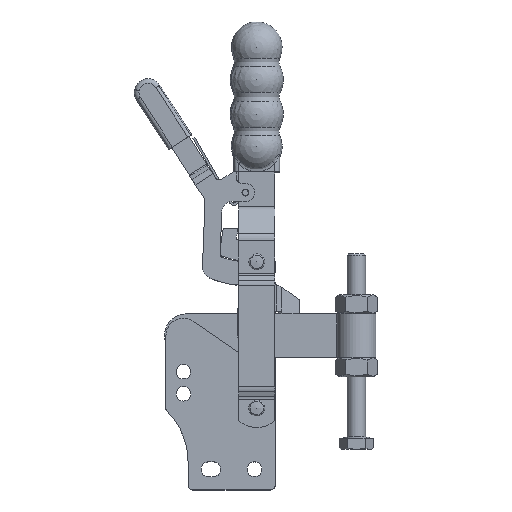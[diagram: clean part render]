
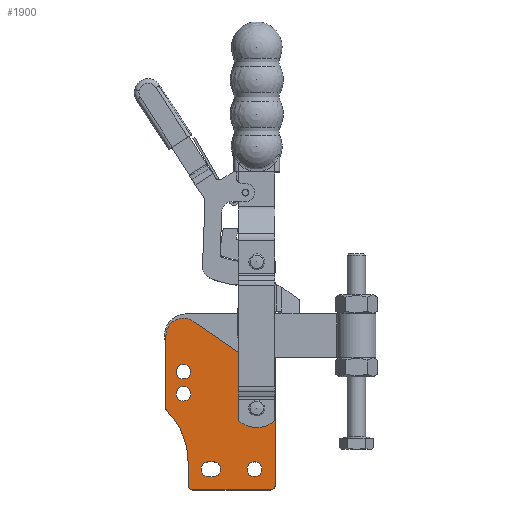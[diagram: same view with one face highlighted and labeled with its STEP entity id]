
A CAD part, top view. The second image highlights one B-rep face of the part: STEP entity #1900.
In plain terms, the highlighted planar face has unit normal (0, 0, 1).
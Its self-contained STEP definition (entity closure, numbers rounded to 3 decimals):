
#88=CARTESIAN_POINT('',(-21.571,40.666,4.0));
#89=VERTEX_POINT('',#88);
#98=CARTESIAN_POINT('',(-15.201,40.666,4.0));
#99=VERTEX_POINT('',#98);
#100=CARTESIAN_POINT('',(-18.386,40.666,4.0));
#101=DIRECTION('',(0.0,0.0,-1.0));
#102=DIRECTION('',(-1.0,0.0,0.0));
#103=AXIS2_PLACEMENT_3D('',#100,#101,#102);
#104=CIRCLE('',#103,3.185);
#105=EDGE_CURVE('',#99,#89,#104,.T.);
#130=CARTESIAN_POINT('',(-21.571,31.046,4.0));
#131=VERTEX_POINT('',#130);
#140=CARTESIAN_POINT('',(-15.201,31.046,4.0));
#141=VERTEX_POINT('',#140);
#142=CARTESIAN_POINT('',(-18.386,31.046,4.0));
#143=DIRECTION('',(0.0,0.0,-1.0));
#144=DIRECTION('',(-1.0,0.0,0.0));
#145=AXIS2_PLACEMENT_3D('',#142,#143,#144);
#146=CIRCLE('',#145,3.185);
#147=EDGE_CURVE('',#141,#131,#146,.T.);
#172=CARTESIAN_POINT('',(9.364,-1.904,4.0));
#173=VERTEX_POINT('',#172);
#182=CARTESIAN_POINT('',(15.864,-1.904,4.0));
#183=VERTEX_POINT('',#182);
#184=CARTESIAN_POINT('',(12.614,-1.904,4.0));
#185=DIRECTION('',(0.0,0.0,-1.0));
#186=DIRECTION('',(-1.0,0.0,0.0));
#187=AXIS2_PLACEMENT_3D('',#184,#185,#186);
#188=CIRCLE('',#187,3.25);
#189=EDGE_CURVE('',#183,#173,#188,.T.);
#214=CARTESIAN_POINT('',(10.419,24.786,4.));
#215=VERTEX_POINT('',#214);
#224=CARTESIAN_POINT('',(16.769,24.786,4.));
#225=VERTEX_POINT('',#224);
#226=CARTESIAN_POINT('',(13.594,24.786,4.));
#227=DIRECTION('',(0.0,0.0,1.0));
#228=DIRECTION('',(1.0,0.0,0.0));
#229=AXIS2_PLACEMENT_3D('',#226,#227,#228);
#230=CIRCLE('',#229,3.175);
#231=EDGE_CURVE('',#215,#225,#230,.T.);
#1402=CARTESIAN_POINT('',(13.594,24.786,4.));
#1403=DIRECTION('',(0.0,0.0,1.0));
#1404=DIRECTION('',(1.0,0.0,0.0));
#1405=AXIS2_PLACEMENT_3D('',#1402,#1403,#1404);
#1406=CIRCLE('',#1405,3.175);
#1407=EDGE_CURVE('',#225,#215,#1406,.T.);
#1417=CARTESIAN_POINT('',(-5.386,1.346,4.0));
#1418=VERTEX_POINT('',#1417);
#1419=CARTESIAN_POINT('',(-5.386,-5.154,4.0));
#1420=VERTEX_POINT('',#1419);
#1421=CARTESIAN_POINT('',(-5.386,-1.904,4.0));
#1422=DIRECTION('',(0.0,0.0,-1.0));
#1423=DIRECTION('',(0.0,1.0,0.0));
#1424=AXIS2_PLACEMENT_3D('',#1421,#1422,#1423);
#1425=CIRCLE('',#1424,3.25);
#1426=EDGE_CURVE('',#1418,#1420,#1425,.T.);
#1449=CARTESIAN_POINT('',(-7.386,-5.154,4.0));
#1450=VERTEX_POINT('',#1449);
#1451=CARTESIAN_POINT('',(-5.386,-5.154,4.0));
#1452=DIRECTION('',(-1.0,0.0,0.0));
#1453=VECTOR('',#1452,2.);
#1454=LINE('',#1451,#1453);
#1455=EDGE_CURVE('',#1420,#1450,#1454,.T.);
#1473=CARTESIAN_POINT('',(-7.386,1.346,4.0));
#1474=VERTEX_POINT('',#1473);
#1475=CARTESIAN_POINT('',(-7.386,-1.904,4.0));
#1476=DIRECTION('',(0.0,0.0,-1.0));
#1477=DIRECTION('',(0.0,-1.0,0.0));
#1478=AXIS2_PLACEMENT_3D('',#1475,#1476,#1477);
#1479=CIRCLE('',#1478,3.25);
#1480=EDGE_CURVE('',#1450,#1474,#1479,.T.);
#1498=CARTESIAN_POINT('',(-7.386,1.346,4.0));
#1499=DIRECTION('',(1.0,0.0,0.0));
#1500=VECTOR('',#1499,2.);
#1501=LINE('',#1498,#1500);
#1502=EDGE_CURVE('',#1474,#1418,#1501,.T.);
#1518=CARTESIAN_POINT('',(12.614,-1.904,4.0));
#1519=DIRECTION('',(0.0,0.0,-1.0));
#1520=DIRECTION('',(-1.0,0.0,0.0));
#1521=AXIS2_PLACEMENT_3D('',#1518,#1519,#1520);
#1522=CIRCLE('',#1521,3.25);
#1523=EDGE_CURVE('',#173,#183,#1522,.T.);
#1536=CARTESIAN_POINT('',(-18.386,31.046,4.0));
#1537=DIRECTION('',(0.0,0.0,-1.0));
#1538=DIRECTION('',(-1.0,0.0,0.0));
#1539=AXIS2_PLACEMENT_3D('',#1536,#1537,#1538);
#1540=CIRCLE('',#1539,3.185);
#1541=EDGE_CURVE('',#131,#141,#1540,.T.);
#1554=CARTESIAN_POINT('',(-18.386,40.666,4.0));
#1555=DIRECTION('',(0.0,0.0,-1.0));
#1556=DIRECTION('',(-1.0,0.0,0.0));
#1557=AXIS2_PLACEMENT_3D('',#1554,#1555,#1556);
#1558=CIRCLE('',#1557,3.185);
#1559=EDGE_CURVE('',#89,#99,#1558,.T.);
#1569=CARTESIAN_POINT('',(21.614,46.641,4.0));
#1570=VERTEX_POINT('',#1569);
#1571=CARTESIAN_POINT('',(21.614,-8.904,4.0));
#1572=VERTEX_POINT('',#1571);
#1573=CARTESIAN_POINT('',(21.614,46.641,4.0));
#1574=DIRECTION('',(0.0,-1.0,0.0));
#1575=VECTOR('',#1574,55.545);
#1576=LINE('',#1573,#1575);
#1577=EDGE_CURVE('',#1570,#1572,#1576,.T.);
#1600=CARTESIAN_POINT('',(19.614,-10.904,4.0));
#1601=VERTEX_POINT('',#1600);
#1602=CARTESIAN_POINT('',(19.614,-8.904,4.0));
#1603=DIRECTION('',(0.0,0.0,-1.0));
#1604=DIRECTION('',(0.0,-1.0,0.0));
#1605=AXIS2_PLACEMENT_3D('',#1602,#1603,#1604);
#1606=CIRCLE('',#1605,2.);
#1607=EDGE_CURVE('',#1572,#1601,#1606,.T.);
#1625=CARTESIAN_POINT('',(-14.386,-10.904,4.0));
#1626=VERTEX_POINT('',#1625);
#1627=CARTESIAN_POINT('',(19.614,-10.904,4.0));
#1628=DIRECTION('',(-1.0,0.0,0.0));
#1629=VECTOR('',#1628,34.);
#1630=LINE('',#1627,#1629);
#1631=EDGE_CURVE('',#1601,#1626,#1630,.T.);
#1649=CARTESIAN_POINT('',(-16.386,-8.904,4.0));
#1650=VERTEX_POINT('',#1649);
#1651=CARTESIAN_POINT('',(-14.386,-8.904,4.0));
#1652=DIRECTION('',(0.0,0.0,-1.0));
#1653=DIRECTION('',(-1.0,0.0,0.0));
#1654=AXIS2_PLACEMENT_3D('',#1651,#1652,#1653);
#1655=CIRCLE('',#1654,2.);
#1656=EDGE_CURVE('',#1626,#1650,#1655,.T.);
#1674=CARTESIAN_POINT('',(-16.386,1.596,4.0));
#1675=VERTEX_POINT('',#1674);
#1676=CARTESIAN_POINT('',(-16.386,-8.904,4.0));
#1677=DIRECTION('',(0.0,1.0,0.0));
#1678=VECTOR('',#1677,10.5);
#1679=LINE('',#1676,#1678);
#1680=EDGE_CURVE('',#1650,#1675,#1679,.T.);
#1698=CARTESIAN_POINT('',(-25.706,23.586,4.0));
#1699=VERTEX_POINT('',#1698);
#1700=CARTESIAN_POINT('',(-46.986,1.596,4.0));
#1701=DIRECTION('',(0.0,0.0,1.0));
#1702=DIRECTION('',(-1.0,0.0,0.0));
#1703=AXIS2_PLACEMENT_3D('',#1700,#1701,#1702);
#1704=CIRCLE('',#1703,30.6);
#1705=EDGE_CURVE('',#1675,#1699,#1704,.T.);
#1723=CARTESIAN_POINT('',(-26.011,24.305,4.0));
#1724=VERTEX_POINT('',#1723);
#1725=CARTESIAN_POINT('',(-25.011,24.305,4.0));
#1726=DIRECTION('',(0.0,0.0,-1.0));
#1727=DIRECTION('',(-1.0,0.0,0.0));
#1728=AXIS2_PLACEMENT_3D('',#1725,#1726,#1727);
#1729=CIRCLE('',#1728,1.0);
#1730=EDGE_CURVE('',#1699,#1724,#1729,.T.);
#1748=CARTESIAN_POINT('',(-26.011,56.386,4.0));
#1749=VERTEX_POINT('',#1748);
#1750=CARTESIAN_POINT('',(-26.011,24.305,4.0));
#1751=DIRECTION('',(0.0,1.0,0.0));
#1752=VECTOR('',#1751,32.082);
#1753=LINE('',#1750,#1752);
#1754=EDGE_CURVE('',#1724,#1749,#1753,.T.);
#1772=CARTESIAN_POINT('',(-14.161,62.621,4.0));
#1773=VERTEX_POINT('',#1772);
#1774=CARTESIAN_POINT('',(-18.446,56.386,4.0));
#1775=DIRECTION('',(0.0,0.0,-1.0));
#1776=DIRECTION('',(0.566,0.824,0.0));
#1777=AXIS2_PLACEMENT_3D('',#1774,#1775,#1776);
#1778=CIRCLE('',#1777,7.565);
#1779=EDGE_CURVE('',#1749,#1773,#1778,.T.);
#1797=CARTESIAN_POINT('',(8.686,46.919,4.0));
#1798=VERTEX_POINT('',#1797);
#1799=CARTESIAN_POINT('',(-14.161,62.621,4.0));
#1800=DIRECTION('',(0.824,-0.566,0.0));
#1801=VECTOR('',#1800,27.723);
#1802=LINE('',#1799,#1801);
#1803=EDGE_CURVE('',#1773,#1798,#1802,.T.);
#1821=CARTESIAN_POINT('',(19.978,47.413,4.0));
#1822=VERTEX_POINT('',#1821);
#1823=CARTESIAN_POINT('',(14.004,54.656,4.0));
#1824=DIRECTION('',(0.0,0.0,1.));
#1825=DIRECTION('',(0.566,0.824,0.0));
#1826=AXIS2_PLACEMENT_3D('',#1823,#1824,#1825);
#1827=CIRCLE('',#1826,9.389);
#1828=EDGE_CURVE('',#1798,#1822,#1827,.T.);
#1846=CARTESIAN_POINT('',(20.614,46.641,4.0));
#1847=DIRECTION('',(0.0,0.0,-1.0));
#1848=DIRECTION('',(1.0,0.0,0.0));
#1849=AXIS2_PLACEMENT_3D('',#1846,#1847,#1848);
#1850=CIRCLE('',#1849,1.0);
#1851=EDGE_CURVE('',#1822,#1570,#1850,.T.);
#1859=CARTESIAN_POINT('',(-1.833,24.328,4.0));
#1860=DIRECTION('',(0.0,0.0,1.0));
#1861=DIRECTION('',(1.0,0.0,0.0));
#1862=AXIS2_PLACEMENT_3D('',#1859,#1860,#1861);
#1863=PLANE('',#1862);
#1864=ORIENTED_EDGE('',*,*,#1577,.F.);
#1865=ORIENTED_EDGE('',*,*,#1851,.F.);
#1866=ORIENTED_EDGE('',*,*,#1828,.F.);
#1867=ORIENTED_EDGE('',*,*,#1803,.F.);
#1868=ORIENTED_EDGE('',*,*,#1779,.F.);
#1869=ORIENTED_EDGE('',*,*,#1754,.F.);
#1870=ORIENTED_EDGE('',*,*,#1730,.F.);
#1871=ORIENTED_EDGE('',*,*,#1705,.F.);
#1872=ORIENTED_EDGE('',*,*,#1680,.F.);
#1873=ORIENTED_EDGE('',*,*,#1656,.F.);
#1874=ORIENTED_EDGE('',*,*,#1631,.F.);
#1875=ORIENTED_EDGE('',*,*,#1607,.F.);
#1876=EDGE_LOOP('',(#1864,#1865,#1866,#1867,#1868,#1869,#1870,#1871,#1872,#1873,#1874,#1875));
#1877=FACE_OUTER_BOUND('',#1876,.T.);
#1878=ORIENTED_EDGE('',*,*,#231,.F.);
#1879=ORIENTED_EDGE('',*,*,#1407,.F.);
#1880=EDGE_LOOP('',(#1878,#1879));
#1881=FACE_BOUND('',#1880,.T.);
#1882=ORIENTED_EDGE('',*,*,#1426,.T.);
#1883=ORIENTED_EDGE('',*,*,#1455,.T.);
#1884=ORIENTED_EDGE('',*,*,#1480,.T.);
#1885=ORIENTED_EDGE('',*,*,#1502,.T.);
#1886=EDGE_LOOP('',(#1882,#1883,#1884,#1885));
#1887=FACE_BOUND('',#1886,.T.);
#1888=ORIENTED_EDGE('',*,*,#189,.T.);
#1889=ORIENTED_EDGE('',*,*,#1523,.T.);
#1890=EDGE_LOOP('',(#1888,#1889));
#1891=FACE_BOUND('',#1890,.T.);
#1892=ORIENTED_EDGE('',*,*,#147,.T.);
#1893=ORIENTED_EDGE('',*,*,#1541,.T.);
#1894=EDGE_LOOP('',(#1892,#1893));
#1895=FACE_BOUND('',#1894,.T.);
#1896=ORIENTED_EDGE('',*,*,#105,.T.);
#1897=ORIENTED_EDGE('',*,*,#1559,.T.);
#1898=EDGE_LOOP('',(#1896,#1897));
#1899=FACE_BOUND('',#1898,.T.);
#1900=ADVANCED_FACE('',(#1877,#1881,#1887,#1891,#1895,#1899),#1863,.T.);
